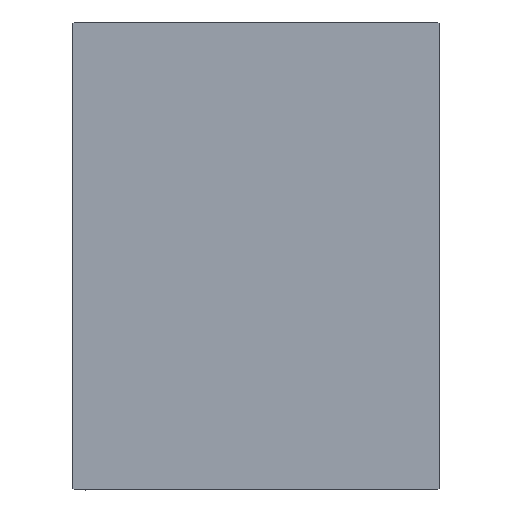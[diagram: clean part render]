
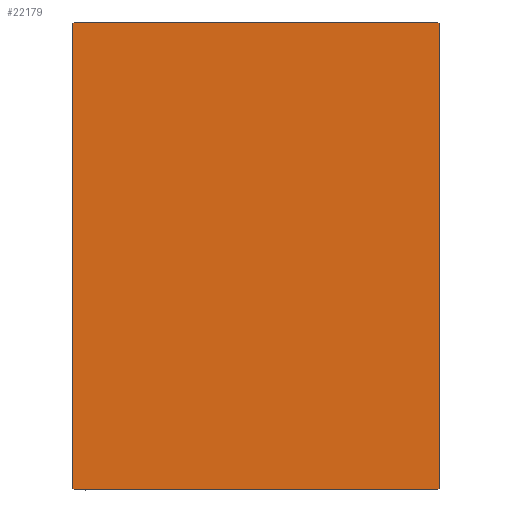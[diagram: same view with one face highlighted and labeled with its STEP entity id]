
A CAD part, left-side view. The second image highlights one B-rep face of the part: STEP entity #22179.
In plain terms, the highlighted face is planar.
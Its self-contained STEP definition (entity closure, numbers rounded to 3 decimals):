
#502 = ORIENTED_EDGE ( 'NONE', *, *, #13172, .T. ) ;
#1160 = EDGE_CURVE ( 'NONE', #42062, #28037, #22045, .T. ) ;
#1374 = EDGE_LOOP ( 'NONE', ( #1674, #9518, #22282, #17447, #3627, #502, #24026, #3531 ) ) ;
#1674 = ORIENTED_EDGE ( 'NONE', *, *, #40830, .T. ) ;
#2518 = VERTEX_POINT ( 'NONE', #27101 ) ;
#2857 = CARTESIAN_POINT ( 'NONE',  ( 108., 45., 57.5 ) ) ;
#2957 = VECTOR ( 'NONE', #27419, 1000. ) ;
#3113 = FACE_OUTER_BOUND ( 'NONE', #1374, .T. ) ;
#3531 = ORIENTED_EDGE ( 'NONE', *, *, #10977, .T. ) ;
#3627 = ORIENTED_EDGE ( 'NONE', *, *, #31617, .T. ) ;
#3670 = VERTEX_POINT ( 'NONE', #35248 ) ;
#3783 = VERTEX_POINT ( 'NONE', #23757 ) ;
#6308 = LINE ( 'NONE', #2857, #31899 ) ;
#7342 = EDGE_CURVE ( 'NONE', #2518, #42062, #15345, .T. ) ;
#9321 = CARTESIAN_POINT ( 'NONE',  ( 108., -45., -57.2 ) ) ;
#9337 = DIRECTION ( 'NONE',  ( 0., -1., 0. ) ) ;
#9462 = VECTOR ( 'NONE', #34692, 1000. ) ;
#9518 = ORIENTED_EDGE ( 'NONE', *, *, #32902, .T. ) ;
#10738 = VECTOR ( 'NONE', #40336, 1000. ) ;
#10940 = CARTESIAN_POINT ( 'NONE',  ( 108., 45., -57.5 ) ) ;
#10977 = EDGE_CURVE ( 'NONE', #14467, #3670, #18974, .T. ) ;
#11455 = CARTESIAN_POINT ( 'NONE',  ( 108., -45., -57.5 ) ) ;
#12003 = VERTEX_POINT ( 'NONE', #33487 ) ;
#12480 = CARTESIAN_POINT ( 'NONE',  ( 108., 44.7, 57.5 ) ) ;
#13172 = EDGE_CURVE ( 'NONE', #3783, #38298, #21494, .T. ) ;
#14241 = LINE ( 'NONE', #24597, #2957 ) ;
#14467 = VERTEX_POINT ( 'NONE', #9321 ) ;
#15345 = LINE ( 'NONE', #10940, #10738 ) ;
#15564 = CARTESIAN_POINT ( 'NONE',  ( 108., 51.1, 51.1 ) ) ;
#15774 = DIRECTION ( 'NONE',  ( 0., -0.707, 0.707 ) ) ;
#16509 = PLANE ( 'NONE',  #42755 ) ;
#17447 = ORIENTED_EDGE ( 'NONE', *, *, #1160, .T. ) ;
#18857 = DIRECTION ( 'NONE',  ( 0., 0., -1. ) ) ;
#18974 = LINE ( 'NONE', #38856, #25323 ) ;
#21494 = LINE ( 'NONE', #37499, #9462 ) ;
#22045 = LINE ( 'NONE', #15564, #30643 ) ;
#22097 = LINE ( 'NONE', #35287, #33289 ) ;
#22179 = ADVANCED_FACE ( 'NONE', ( #3113 ), #16509, .T. ) ;
#22282 = ORIENTED_EDGE ( 'NONE', *, *, #7342, .T. ) ;
#23757 = CARTESIAN_POINT ( 'NONE',  ( 108., -44.7, 57.5 ) ) ;
#24026 = ORIENTED_EDGE ( 'NONE', *, *, #31695, .T. ) ;
#24597 = CARTESIAN_POINT ( 'NONE',  ( 108., 51.1, -51.1 ) ) ;
#25033 = DIRECTION ( 'NONE',  ( 0., 0.707, -0.707 ) ) ;
#25323 = VECTOR ( 'NONE', #25033, 1000. ) ;
#26019 = DIRECTION ( 'NONE',  ( 1., 0., 0. ) ) ;
#26240 = DIRECTION ( 'NONE',  ( 0., 0., -1. ) ) ;
#27101 = CARTESIAN_POINT ( 'NONE',  ( 108., 45., -57.2 ) ) ;
#27419 = DIRECTION ( 'NONE',  ( 0., 0.707, 0.707 ) ) ;
#27872 = LINE ( 'NONE', #11455, #32467 ) ;
#28037 = VERTEX_POINT ( 'NONE', #12480 ) ;
#28438 = CARTESIAN_POINT ( 'NONE',  ( 108., -45., 57.2 ) ) ;
#29266 = CARTESIAN_POINT ( 'NONE',  ( 108., 0., 0. ) ) ;
#30643 = VECTOR ( 'NONE', #15774, 1000. ) ;
#31617 = EDGE_CURVE ( 'NONE', #28037, #3783, #6308, .T. ) ;
#31695 = EDGE_CURVE ( 'NONE', #38298, #14467, #22097, .T. ) ;
#31899 = VECTOR ( 'NONE', #9337, 1000. ) ;
#32467 = VECTOR ( 'NONE', #34992, 1000. ) ;
#32902 = EDGE_CURVE ( 'NONE', #12003, #2518, #14241, .T. ) ;
#33289 = VECTOR ( 'NONE', #18857, 1000. ) ;
#33487 = CARTESIAN_POINT ( 'NONE',  ( 108., 44.7, -57.5 ) ) ;
#34692 = DIRECTION ( 'NONE',  ( 0., -0.707, -0.707 ) ) ;
#34992 = DIRECTION ( 'NONE',  ( 0., 1., 0. ) ) ;
#35248 = CARTESIAN_POINT ( 'NONE',  ( 108., -44.7, -57.5 ) ) ;
#35287 = CARTESIAN_POINT ( 'NONE',  ( 108., -45., 57.5 ) ) ;
#37499 = CARTESIAN_POINT ( 'NONE',  ( 108., -51.1, 51.1 ) ) ;
#38298 = VERTEX_POINT ( 'NONE', #28438 ) ;
#38856 = CARTESIAN_POINT ( 'NONE',  ( 108., -51.1, -51.1 ) ) ;
#40336 = DIRECTION ( 'NONE',  ( 0., 0., 1. ) ) ;
#40830 = EDGE_CURVE ( 'NONE', #3670, #12003, #27872, .T. ) ;
#42062 = VERTEX_POINT ( 'NONE', #42430 ) ;
#42430 = CARTESIAN_POINT ( 'NONE',  ( 108., 45., 57.2 ) ) ;
#42755 = AXIS2_PLACEMENT_3D ( 'NONE', #29266, #26019, #26240 ) ;
